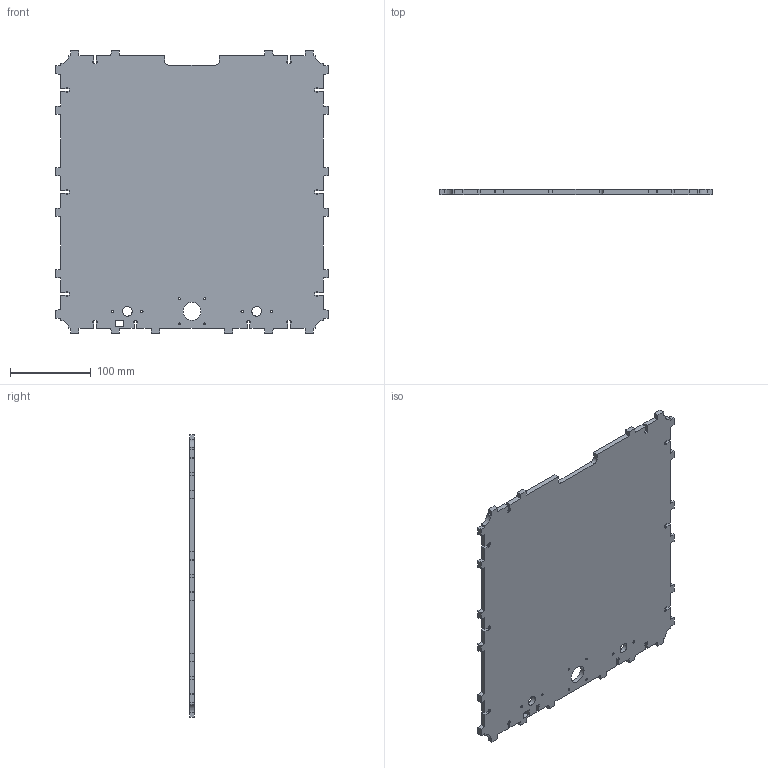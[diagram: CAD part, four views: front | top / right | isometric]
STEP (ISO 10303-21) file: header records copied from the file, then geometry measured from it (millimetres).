
FILE_DESCRIPTION (( 'STEP AP214' ), '1' );
FILE_NAME ('1007-A2P-A.STEP', '2013-05-15T14:36:25', ( '3DAssist' ), ( '' ), 'SwSTEP 2.0', 'SolidWorks 2013', '' );
FILE_SCHEMA (( 'AUTOMOTIVE_DESIGN' ));
Length unit declared in the file: millimetre
Products named in the file (1): 1007-A2P-A
Bounding box: 337.2 x 6 x 349.7 mm (x, y, z)
Volume: 652579.5 mm3; surface area: 230383.9 mm2
Topology: 1 solids, 1 shells, 263 faces, 788 edges, 527 vertices
Faces by surface type: plane 246, cylinder 17
Full cylindrical faces by diameter (mm): 2.38 x4, 3 x4, 12 x2, 22 x1
Entity records: 8698 total; most frequent: CARTESIAN_POINT 1558, ORIENTED_EDGE 1544, DIRECTION 1334, EDGE_CURVE 772, LINE 738, VECTOR 738, VERTEX_POINT 522, AXIS2_PLACEMENT_3D 298
